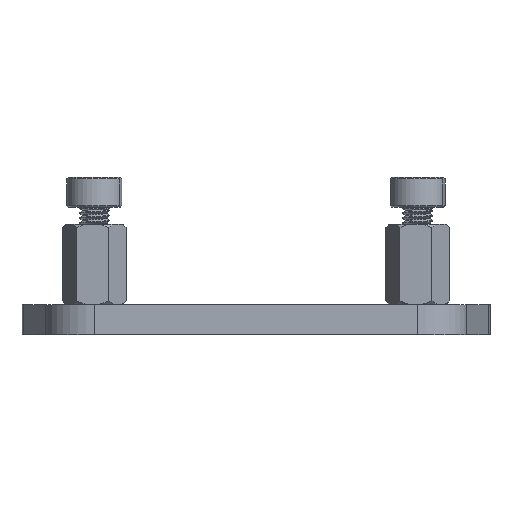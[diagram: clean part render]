
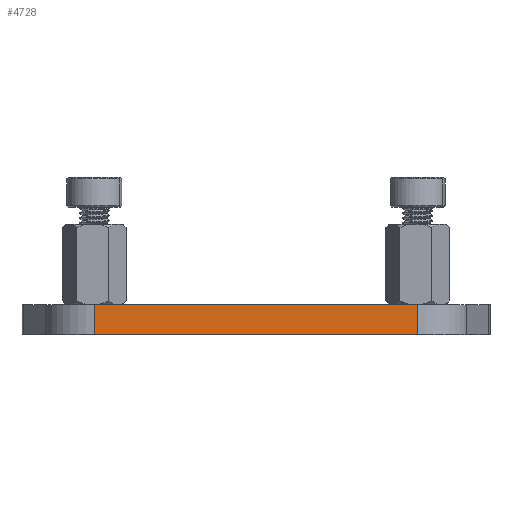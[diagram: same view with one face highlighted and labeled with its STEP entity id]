
A CAD part, front view. The second image highlights one B-rep face of the part: STEP entity #4728.
In plain terms, the highlighted planar face has unit normal (0, -1, 0).
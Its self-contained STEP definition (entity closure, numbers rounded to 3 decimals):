
#380 = CARTESIAN_POINT ( 'NONE',  ( 16.05, -34.8, 0. ) ) ;
#1760 = ORIENTED_EDGE ( 'NONE', *, *, #9417, .F. ) ;
#1842 = CARTESIAN_POINT ( 'NONE',  ( 16.05, -34.8, 3. ) ) ;
#3766 = ORIENTED_EDGE ( 'NONE', *, *, #10369, .T. ) ;
#3807 = ORIENTED_EDGE ( 'NONE', *, *, #8171, .T. ) ;
#4042 = LINE ( 'NONE', #7556, #4899 ) ;
#4694 = VECTOR ( 'NONE', #12816, 1000. ) ;
#4728 = ADVANCED_FACE ( 'NONE', ( #5157 ), #8199, .F. ) ;
#4899 = VECTOR ( 'NONE', #11541, 1000. ) ;
#5153 = ORIENTED_EDGE ( 'NONE', *, *, #17302, .F. ) ;
#5157 = FACE_OUTER_BOUND ( 'NONE', #7779, .T. ) ;
#5285 = CARTESIAN_POINT ( 'NONE',  ( -16.05, -34.8, 3. ) ) ;
#6328 = CARTESIAN_POINT ( 'NONE',  ( 0., -34.8, 0. ) ) ;
#6987 = DIRECTION ( 'NONE',  ( 0., 1., 0. ) ) ;
#7479 = CARTESIAN_POINT ( 'NONE',  ( -16.05, -34.8, 0. ) ) ;
#7556 = CARTESIAN_POINT ( 'NONE',  ( 16.05, -34.8, 3. ) ) ;
#7779 = EDGE_LOOP ( 'NONE', ( #3807, #1760, #5153, #3766 ) ) ;
#8171 = EDGE_CURVE ( 'NONE', #14215, #11215, #16561, .T. ) ;
#8199 = PLANE ( 'NONE',  #11603 ) ;
#9337 = VECTOR ( 'NONE', #13431, 1000. ) ;
#9417 = EDGE_CURVE ( 'NONE', #13810, #11215, #4042, .T. ) ;
#10330 = VECTOR ( 'NONE', #10686, 1000. ) ;
#10369 = EDGE_CURVE ( 'NONE', #16188, #14215, #12569, .T. ) ;
#10686 = DIRECTION ( 'NONE',  ( 0., 0., -1. ) ) ;
#10809 = DIRECTION ( 'NONE',  ( 0., 0., 1. ) ) ;
#11215 = VERTEX_POINT ( 'NONE', #380 ) ;
#11541 = DIRECTION ( 'NONE',  ( 0., 0., -1. ) ) ;
#11603 = AXIS2_PLACEMENT_3D ( 'NONE', #12139, #6987, #10809 ) ;
#12139 = CARTESIAN_POINT ( 'NONE',  ( 0., -34.8, 3. ) ) ;
#12569 = LINE ( 'NONE', #14462, #10330 ) ;
#12816 = DIRECTION ( 'NONE',  ( 1., 0., 0. ) ) ;
#13431 = DIRECTION ( 'NONE',  ( 1., 0., 0. ) ) ;
#13810 = VERTEX_POINT ( 'NONE', #1842 ) ;
#14215 = VERTEX_POINT ( 'NONE', #7479 ) ;
#14462 = CARTESIAN_POINT ( 'NONE',  ( -16.05, -34.8, 3. ) ) ;
#15358 = LINE ( 'NONE', #16046, #9337 ) ;
#16046 = CARTESIAN_POINT ( 'NONE',  ( 0., -34.8, 3. ) ) ;
#16188 = VERTEX_POINT ( 'NONE', #5285 ) ;
#16561 = LINE ( 'NONE', #6328, #4694 ) ;
#17302 = EDGE_CURVE ( 'NONE', #16188, #13810, #15358, .T. ) ;
